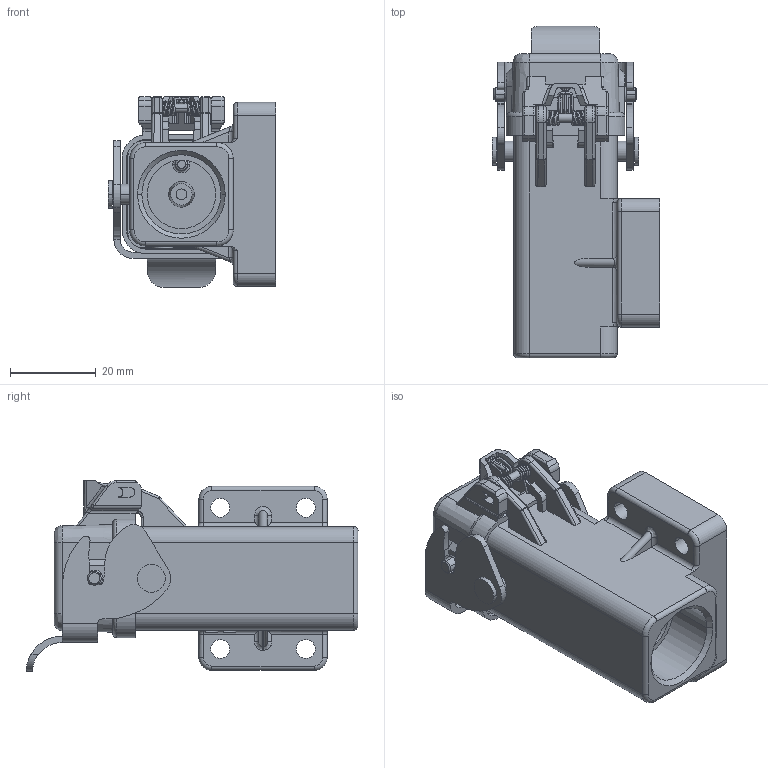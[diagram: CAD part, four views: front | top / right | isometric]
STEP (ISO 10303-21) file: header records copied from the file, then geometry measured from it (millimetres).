
FILE_DESCRIPTION((''),'2;1');
FILE_NAME('11111','2024-01-02T',('lj.zou'),(''),'PRO/ENGINEER BY PARAMETRIC TECHNOLOGY CORPORATION, 2012480','PRO/ENGINEER BY PARAMETRIC TECHNOLOGY CORPORATION, 2012480','');
FILE_SCHEMA(('CONFIG_CONTROL_DESIGN'));
Length unit declared in the file: millimetre
Products named in the file (1): 11111
Bounding box: 39.25 x 77.59 x 44.61 mm (x, y, z)
Volume: 22286.5 mm3; surface area: 24422.4 mm2
Topology: 1 solids, 1 shells, 703 faces, 1964 edges, 1256 vertices
Faces by surface type: cylinder 270, plane 215, cone 82, torus 69, bspline 53, extrusion 8, sphere 6
Entity records: 32281 total; most frequent: CARTESIAN_POINT 14338, ORIENTED_EDGE 3904, DIRECTION 3659, EDGE_CURVE 1952, AXIS2_PLACEMENT_3D 1382, VERTEX_POINT 1256, VECTOR 895, LINE 887
